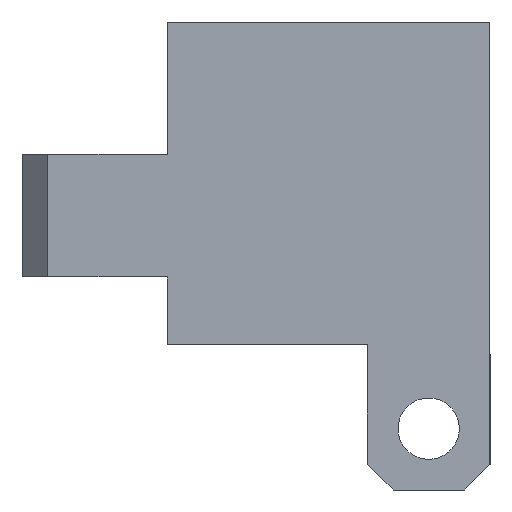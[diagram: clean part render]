
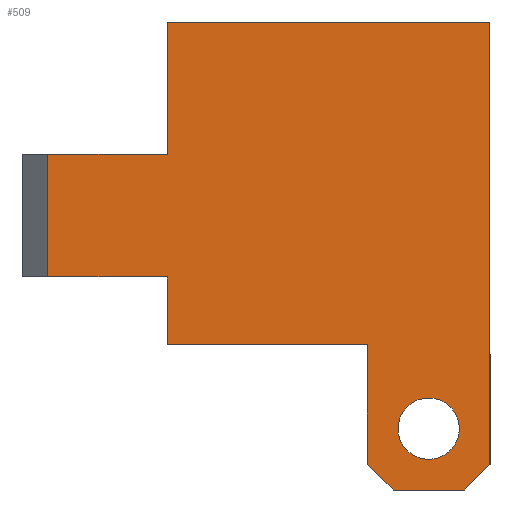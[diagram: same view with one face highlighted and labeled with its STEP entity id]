
A CAD part, left-side view. The second image highlights one B-rep face of the part: STEP entity #509.
In plain terms, the highlighted face is planar.
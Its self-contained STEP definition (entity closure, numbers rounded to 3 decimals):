
#11 = CARTESIAN_POINT ( 'NONE',  ( 15.2, 7.6, -6.2 ) ) ;
#20 = EDGE_CURVE ( 'NONE', #462, #753, #486, .T. ) ;
#28 = CARTESIAN_POINT ( 'NONE',  ( 15.2, 7.6, -6.2 ) ) ;
#33 = EDGE_CURVE ( 'NONE', #1017, #910, #123, .T. ) ;
#38 = PLANE ( 'NONE',  #267 ) ;
#48 = ORIENTED_EDGE ( 'NONE', *, *, #386, .T. ) ;
#49 = LINE ( 'NONE', #708, #1189 ) ;
#53 = VERTEX_POINT ( 'NONE', #586 ) ;
#55 = DIRECTION ( 'NONE',  ( 1., 0., 0. ) ) ;
#56 = VERTEX_POINT ( 'NONE', #772 ) ;
#60 = VECTOR ( 'NONE', #991, 1000. ) ;
#72 = ORIENTED_EDGE ( 'NONE', *, *, #200, .T. ) ;
#85 = ORIENTED_EDGE ( 'NONE', *, *, #420, .T. ) ;
#87 = VECTOR ( 'NONE', #782, 1000. ) ;
#92 = ORIENTED_EDGE ( 'NONE', *, *, #575, .T. ) ;
#115 = CARTESIAN_POINT ( 'NONE',  ( 10., 7.6, -2.4 ) ) ;
#123 = CIRCLE ( 'NONE', #836, 1.9 ) ;
#134 = DIRECTION ( 'NONE',  ( -1., 0., 0. ) ) ;
#135 = FACE_OUTER_BOUND ( 'NONE', #937, .T. ) ;
#145 = CARTESIAN_POINT ( 'NONE',  ( 17.4, 7.6, -10. ) ) ;
#163 = CARTESIAN_POINT ( 'NONE',  ( 17.1, 7.6, -6.2 ) ) ;
#190 = VERTEX_POINT ( 'NONE', #1115 ) ;
#200 = EDGE_CURVE ( 'NONE', #270, #636, #273, .T. ) ;
#223 = LINE ( 'NONE', #870, #87 ) ;
#227 = DIRECTION ( 'NONE',  ( 0., -1., 0. ) ) ;
#233 = VECTOR ( 'NONE', #517, 1000. ) ;
#247 = CARTESIAN_POINT ( 'NONE',  ( 0., 7.6, 17.4 ) ) ;
#253 = VERTEX_POINT ( 'NONE', #1220 ) ;
#258 = CARTESIAN_POINT ( 'NONE',  ( -10., 7.6, 10. ) ) ;
#267 = AXIS2_PLACEMENT_3D ( 'NONE', #425, #1172, #445 ) ;
#270 = VERTEX_POINT ( 'NONE', #1126 ) ;
#273 = LINE ( 'NONE', #702, #562 ) ;
#295 = ORIENTED_EDGE ( 'NONE', *, *, #33, .T. ) ;
#317 = CARTESIAN_POINT ( 'NONE',  ( -1.8, 7.6, 17.4 ) ) ;
#359 = DIRECTION ( 'NONE',  ( 1., 0., 0. ) ) ;
#376 = CARTESIAN_POINT ( 'NONE',  ( 17.4, 7.6, -10. ) ) ;
#379 = ORIENTED_EDGE ( 'NONE', *, *, #892, .T. ) ;
#382 = CARTESIAN_POINT ( 'NONE',  ( -1.8, 7.6, 10. ) ) ;
#386 = EDGE_CURVE ( 'NONE', #910, #1017, #1107, .T. ) ;
#394 = DIRECTION ( 'NONE',  ( -1., 0., 0. ) ) ;
#412 = LINE ( 'NONE', #115, #919 ) ;
#415 = VERTEX_POINT ( 'NONE', #689 ) ;
#420 = EDGE_CURVE ( 'NONE', #1149, #1028, #508, .T. ) ;
#425 = CARTESIAN_POINT ( 'NONE',  ( 0., 7.6, 0. ) ) ;
#426 = EDGE_CURVE ( 'NONE', #190, #253, #614, .T. ) ;
#429 = ORIENTED_EDGE ( 'NONE', *, *, #792, .T. ) ;
#439 = LINE ( 'NONE', #721, #466 ) ;
#443 = AXIS2_PLACEMENT_3D ( 'NONE', #28, #797, #873 ) ;
#445 = DIRECTION ( 'NONE',  ( 0., 0., 1. ) ) ;
#449 = LINE ( 'NONE', #247, #233 ) ;
#462 = VERTEX_POINT ( 'NONE', #317 ) ;
#466 = VECTOR ( 'NONE', #55, 1000. ) ;
#486 = LINE ( 'NONE', #761, #897 ) ;
#496 = DIRECTION ( 'NONE',  ( 1., 0., 0. ) ) ;
#497 = CARTESIAN_POINT ( 'NONE',  ( 19., 7.6, -2.4 ) ) ;
#508 = LINE ( 'NONE', #1079, #778 ) ;
#509 = ADVANCED_FACE ( 'NONE', ( #610, #135 ), #38, .F. ) ;
#517 = DIRECTION ( 'NONE',  ( 1., 0., 0. ) ) ;
#529 = EDGE_CURVE ( 'NONE', #1028, #753, #439, .T. ) ;
#562 = VECTOR ( 'NONE', #648, 1000. ) ;
#574 = CARTESIAN_POINT ( 'NONE',  ( 5.8, 7.6, 10. ) ) ;
#575 = EDGE_CURVE ( 'NONE', #253, #685, #813, .T. ) ;
#586 = CARTESIAN_POINT ( 'NONE',  ( 10., 7.6, 10. ) ) ;
#610 = FACE_BOUND ( 'NONE', #617, .T. ) ;
#614 = LINE ( 'NONE', #497, #60 ) ;
#617 = EDGE_LOOP ( 'NONE', ( #48, #295 ) ) ;
#629 = DIRECTION ( 'NONE',  ( -0.707, 0., -0.707 ) ) ;
#631 = ORIENTED_EDGE ( 'NONE', *, *, #20, .F. ) ;
#636 = VERTEX_POINT ( 'NONE', #574 ) ;
#648 = DIRECTION ( 'NONE',  ( 0., 0., -1. ) ) ;
#684 = VECTOR ( 'NONE', #359, 1000. ) ;
#685 = VERTEX_POINT ( 'NONE', #376 ) ;
#686 = CARTESIAN_POINT ( 'NONE',  ( -10., 7.6, -10. ) ) ;
#689 = CARTESIAN_POINT ( 'NONE',  ( 17.4, 7.6, -2.4 ) ) ;
#692 = ORIENTED_EDGE ( 'NONE', *, *, #1145, .T. ) ;
#696 = ORIENTED_EDGE ( 'NONE', *, *, #955, .T. ) ;
#702 = CARTESIAN_POINT ( 'NONE',  ( 5.8, 7.6, 19. ) ) ;
#708 = CARTESIAN_POINT ( 'NONE',  ( 19., 7.6, -4. ) ) ;
#721 = CARTESIAN_POINT ( 'NONE',  ( 10., 7.6, 10. ) ) ;
#753 = VERTEX_POINT ( 'NONE', #382 ) ;
#761 = CARTESIAN_POINT ( 'NONE',  ( -1.8, 7.6, 19. ) ) ;
#772 = CARTESIAN_POINT ( 'NONE',  ( 10., 7.6, -2.4 ) ) ;
#778 = VECTOR ( 'NONE', #979, 1000. ) ;
#782 = DIRECTION ( 'NONE',  ( 0., 0., -1. ) ) ;
#792 = EDGE_CURVE ( 'NONE', #56, #415, #412, .T. ) ;
#797 = DIRECTION ( 'NONE',  ( 0., -1., 0. ) ) ;
#813 = LINE ( 'NONE', #145, #839 ) ;
#826 = CARTESIAN_POINT ( 'NONE',  ( 13.3, 7.6, -6.2 ) ) ;
#836 = AXIS2_PLACEMENT_3D ( 'NONE', #11, #227, #394 ) ;
#839 = VECTOR ( 'NONE', #629, 1000. ) ;
#863 = DIRECTION ( 'NONE',  ( 0., 0., -1. ) ) ;
#866 = CARTESIAN_POINT ( 'NONE',  ( 10., 7.6, -10. ) ) ;
#870 = CARTESIAN_POINT ( 'NONE',  ( 10., 7.6, 10. ) ) ;
#873 = DIRECTION ( 'NONE',  ( -1., 0., 0. ) ) ;
#885 = LINE ( 'NONE', #866, #941 ) ;
#892 = EDGE_CURVE ( 'NONE', #685, #1149, #885, .T. ) ;
#897 = VECTOR ( 'NONE', #863, 1000. ) ;
#910 = VERTEX_POINT ( 'NONE', #826 ) ;
#919 = VECTOR ( 'NONE', #496, 1000. ) ;
#937 = EDGE_LOOP ( 'NONE', ( #1087, #92, #379, #85, #958, #631, #1197, #72, #692, #1222, #429, #696 ) ) ;
#941 = VECTOR ( 'NONE', #134, 1000. ) ;
#955 = EDGE_CURVE ( 'NONE', #415, #190, #49, .T. ) ;
#958 = ORIENTED_EDGE ( 'NONE', *, *, #529, .T. ) ;
#979 = DIRECTION ( 'NONE',  ( 0., 0., 1. ) ) ;
#991 = DIRECTION ( 'NONE',  ( 0., 0., -1. ) ) ;
#1017 = VERTEX_POINT ( 'NONE', #163 ) ;
#1028 = VERTEX_POINT ( 'NONE', #258 ) ;
#1056 = EDGE_CURVE ( 'NONE', #462, #270, #449, .T. ) ;
#1079 = CARTESIAN_POINT ( 'NONE',  ( -10., 7.6, 10. ) ) ;
#1087 = ORIENTED_EDGE ( 'NONE', *, *, #426, .T. ) ;
#1107 = CIRCLE ( 'NONE', #443, 1.9 ) ;
#1110 = LINE ( 'NONE', #1204, #684 ) ;
#1115 = CARTESIAN_POINT ( 'NONE',  ( 19., 7.6, -4. ) ) ;
#1126 = CARTESIAN_POINT ( 'NONE',  ( 5.8, 7.6, 17.4 ) ) ;
#1145 = EDGE_CURVE ( 'NONE', #636, #53, #1110, .T. ) ;
#1149 = VERTEX_POINT ( 'NONE', #686 ) ;
#1172 = DIRECTION ( 'NONE',  ( 0., -1., 0. ) ) ;
#1189 = VECTOR ( 'NONE', #1192, 1000. ) ;
#1192 = DIRECTION ( 'NONE',  ( 0.707, 0., -0.707 ) ) ;
#1196 = EDGE_CURVE ( 'NONE', #53, #56, #223, .T. ) ;
#1197 = ORIENTED_EDGE ( 'NONE', *, *, #1056, .T. ) ;
#1204 = CARTESIAN_POINT ( 'NONE',  ( 10., 7.6, 10. ) ) ;
#1220 = CARTESIAN_POINT ( 'NONE',  ( 19., 7.6, -8.4 ) ) ;
#1222 = ORIENTED_EDGE ( 'NONE', *, *, #1196, .T. ) ;
